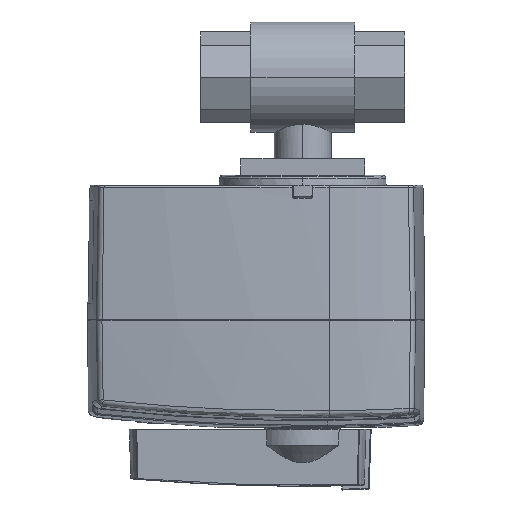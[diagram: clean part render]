
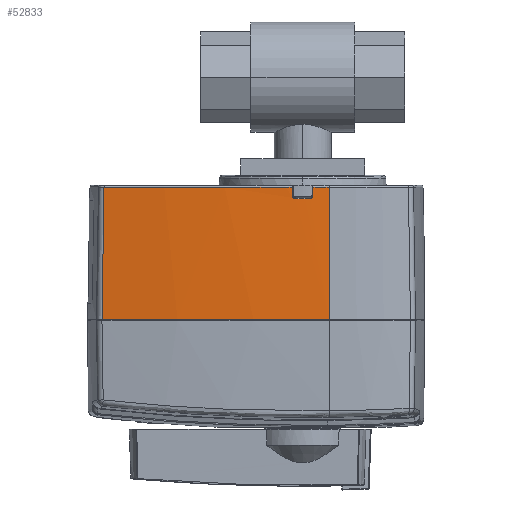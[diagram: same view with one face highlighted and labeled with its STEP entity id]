
A CAD part, left-side view. The second image highlights one B-rep face of the part: STEP entity #52833.
In plain terms, the highlighted conical face has half-angle 1 degrees and reference radius 357.155 mm.
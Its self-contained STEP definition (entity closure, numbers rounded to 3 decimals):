
#12070=CARTESIAN_POINT('',(-41.306,-10.993,
-0.207));
#12071=CARTESIAN_POINT('',(-41.29,-10.985,
0.698));
#12072=CARTESIAN_POINT('',(-41.275,-10.977,
1.603));
#12073=CARTESIAN_POINT('',(-41.259,-10.969,
2.509));
#12100=CARTESIAN_POINT('',(315.545,-8.776,
-1.));
#12101=DIRECTION('',(0.,0.,-1.));
#12102=DIRECTION('',(-1.,-0.021,0.));
#12103=AXIS2_PLACEMENT_3D('',#12100,#12101,#12102);
#12143=CARTESIAN_POINT('',(-41.17,-17.031,
2.509));
#12145=CARTESIAN_POINT('',(-41.17,-17.031,
2.509));
#12146=CARTESIAN_POINT('',(-41.186,-17.023,
1.603));
#12147=CARTESIAN_POINT('',(-41.202,-17.015,
0.698));
#12148=CARTESIAN_POINT('',(-41.218,-17.007,
-0.207));
#12158=CARTESIAN_POINT('',(-41.249,-16.207,
-1.));
#12159=CARTESIAN_POINT('',(-41.248,-16.276,
-1.));
#12160=CARTESIAN_POINT('',(-41.245,-16.415,
-0.982));
#12161=CARTESIAN_POINT('',(-41.239,-16.609,
-0.902));
#12162=CARTESIAN_POINT('',(-41.235,-16.721,
-0.817));
#12163=CARTESIAN_POINT('',(-41.233,-16.77,
-0.768));
#12165=CARTESIAN_POINT('',(-41.233,-16.77,
-0.768));
#12166=CARTESIAN_POINT('',(-41.231,-16.819,
-0.719));
#12167=CARTESIAN_POINT('',(-41.227,-16.905,
-0.609));
#12168=CARTESIAN_POINT('',(-41.222,-16.987,
-0.415));
#12169=CARTESIAN_POINT('',(-41.219,-17.006,
-0.276));
#12170=CARTESIAN_POINT('',(-41.218,-17.007,
-0.207));
#12172=CARTESIAN_POINT('',(-37.725,46.057,
-37.));
#12173=CARTESIAN_POINT('',(-37.658,45.99,
-32.611));
#12174=CARTESIAN_POINT('',(-37.524,45.855,
-23.831));
#12175=CARTESIAN_POINT('',(-37.322,45.656,
-10.662));
#12176=CARTESIAN_POINT('',(-37.188,45.521,
-1.882));
#12177=CARTESIAN_POINT('',(-37.12,45.454,
2.509));
#12179=CARTESIAN_POINT('',(-41.306,-10.993,
-0.207));
#12180=CARTESIAN_POINT('',(-41.307,-10.994,
-0.276));
#12181=CARTESIAN_POINT('',(-41.31,-11.013,
-0.415));
#12182=CARTESIAN_POINT('',(-41.312,-11.095,
-0.609));
#12183=CARTESIAN_POINT('',(-41.314,-11.181,
-0.719));
#12184=CARTESIAN_POINT('',(-41.314,-11.23,
-0.768));
#12186=CARTESIAN_POINT('',(-41.314,-11.23,
-0.768));
#12187=CARTESIAN_POINT('',(-41.315,-11.279,
-0.817));
#12188=CARTESIAN_POINT('',(-41.316,-11.391,
-0.902));
#12189=CARTESIAN_POINT('',(-41.316,-11.585,
-0.982));
#12190=CARTESIAN_POINT('',(-41.315,-11.724,
-1.));
#12191=CARTESIAN_POINT('',(-41.314,-11.793,
-1.));
#12198=CARTESIAN_POINT('',(315.545,-8.776,
2.509));
#12199=DIRECTION('',(0.,0.,-1.));
#12200=DIRECTION('',(-0.999,-0.037,0.));
#12201=AXIS2_PLACEMENT_3D('',#12198,#12199,#12200);
#13113=CARTESIAN_POINT('',(315.545,-8.776,
2.509));
#13114=DIRECTION('',(0.,0.,-1.));
#13115=DIRECTION('',(-1.,-0.006,0.));
#13116=AXIS2_PLACEMENT_3D('',#13113,#13114,#13115);
#13118=CARTESIAN_POINT('',(315.545,-8.776,
2.509));
#13119=DIRECTION('',(0.,0.,-1.));
#13120=DIRECTION('',(-1.,0.,0.));
#13121=AXIS2_PLACEMENT_3D('',#13118,#13119,#13120);
#13194=CARTESIAN_POINT('',(315.545,-8.776,
-37.));
#13195=DIRECTION('',(0.,0.,1.));
#13196=DIRECTION('',(-0.988,0.153,0.));
#13197=AXIS2_PLACEMENT_3D('',#13194,#13195,#13196);
#13281=DIRECTION('',(0.017,0.001,1.));
#13282=VECTOR('',#13281,39.515);
#13283=CARTESIAN_POINT('',(-41.712,-21.954,-37.));
#13284=LINE('',#13283,#13282);
#32292=CARTESIAN_POINT('',(-41.306,-10.993,
-0.207));
#32294=VERTEX_POINT('',#32292);
#32296=VERTEX_POINT('',#12073);
#32298=CARTESIAN_POINT('',(-41.314,-11.793,
-1.));
#32300=VERTEX_POINT('',#32298);
#32301=VERTEX_POINT('',#12186);
#32308=CARTESIAN_POINT('',(-41.249,-16.207,
-1.));
#32309=VERTEX_POINT('',#32308);
#32314=CARTESIAN_POINT('',(-41.218,-17.007,
-0.207));
#32315=VERTEX_POINT('',#32314);
#32316=VERTEX_POINT('',#12143);
#32317=VERTEX_POINT('',#12165);
#32318=CARTESIAN_POINT('',(-41.023,-21.929,
2.509));
#32319=VERTEX_POINT('',#32318);
#32320=CARTESIAN_POINT('',(-41.712,-21.954,-37.));
#32321=VERTEX_POINT('',#32320);
#32322=CARTESIAN_POINT('',(-37.725,46.057,
-37.));
#32323=VERTEX_POINT('',#32322);
#32324=VERTEX_POINT('',#12177);
#32325=CARTESIAN_POINT('',(-41.266,-8.776,
2.509));
#32326=VERTEX_POINT('',#32325);
#52807=CARTESIAN_POINT('',(315.545,-8.776,
-17.246));
#52808=DIRECTION('',(0.,0.,-1.));
#52809=DIRECTION('',(-0.999,-0.037,0.));
#52810=AXIS2_PLACEMENT_3D('',#52807,#52808,#52809);
#52811=CONICAL_SURFACE('',#52810,357.155,1.);
#52812=ORIENTED_EDGE('',*,*,#52738,.F.);
#52813=ORIENTED_EDGE('',*,*,#52802,.T.);
#52814=ORIENTED_EDGE('',*,*,#52800,.T.);
#52815=ORIENTED_EDGE('',*,*,#52786,.F.);
#52817=ORIENTED_EDGE('',*,*,#52816,.F.);
#52819=ORIENTED_EDGE('',*,*,#52818,.F.);
#52821=ORIENTED_EDGE('',*,*,#52820,.F.);
#52823=ORIENTED_EDGE('',*,*,#52822,.T.);
#52825=ORIENTED_EDGE('',*,*,#52824,.F.);
#52827=ORIENTED_EDGE('',*,*,#52826,.F.);
#52828=ORIENTED_EDGE('',*,*,#52697,.F.);
#52829=ORIENTED_EDGE('',*,*,#52716,.T.);
#52830=ORIENTED_EDGE('',*,*,#52714,.T.);
#52831=EDGE_LOOP('',(#52812,#52813,#52814,#52815,#52817,#52819,#52821,#52823,
#52825,#52827,#52828,#52829,#52830));
#52832=FACE_OUTER_BOUND('',#52831,.F.);
#52833=ADVANCED_FACE('',(#52832),#52811,.T.);
#12074=B_SPLINE_CURVE_WITH_KNOTS('',3,(#12070,#12071,#12072,#12073),
.UNSPECIFIED.,.F.,.F.,(4,4),(0.,1.),.UNSPECIFIED.);
#12104=CIRCLE('',#12103,356.872);
#12149=B_SPLINE_CURVE_WITH_KNOTS('',3,(#12145,#12146,#12147,#12148),
.UNSPECIFIED.,.F.,.F.,(4,4),(0.,1.),.UNSPECIFIED.);
#12164=B_SPLINE_CURVE_WITH_KNOTS('',3,(#12158,#12159,#12160,#12161,#12162,
#12163),.UNSPECIFIED.,.F.,.F.,(4,1,1,4),(0.,0.333,
0.667,1.),.UNSPECIFIED.);
#12171=B_SPLINE_CURVE_WITH_KNOTS('',3,(#12165,#12166,#12167,#12168,#12169,
#12170),.UNSPECIFIED.,.F.,.F.,(4,1,1,4),(0.,0.333,
0.667,1.),.UNSPECIFIED.);
#12178=B_SPLINE_CURVE_WITH_KNOTS('',3,(#12172,#12173,#12174,#12175,#12176,
#12177),.UNSPECIFIED.,.F.,.F.,(4,1,1,4),(0.,0.333,
0.667,1.),.UNSPECIFIED.);
#12185=B_SPLINE_CURVE_WITH_KNOTS('',3,(#12179,#12180,#12181,#12182,#12183,
#12184),.UNSPECIFIED.,.F.,.F.,(4,1,1,4),(0.,0.333,
0.667,1.),.UNSPECIFIED.);
#12192=B_SPLINE_CURVE_WITH_KNOTS('',3,(#12186,#12187,#12188,#12189,#12190,
#12191),.UNSPECIFIED.,.F.,.F.,(4,1,1,4),(0.,0.333,
0.667,1.),.UNSPECIFIED.);
#12202=CIRCLE('',#12201,356.81);
#13117=CIRCLE('',#13116,356.81);
#13122=CIRCLE('',#13121,356.81);
#13198=CIRCLE('',#13197,357.5);
#52697=EDGE_CURVE('',#32294,#32296,#12074,.T.);
#52714=EDGE_CURVE('',#32301,#32300,#12192,.T.);
#52716=EDGE_CURVE('',#32294,#32301,#12185,.T.);
#52738=EDGE_CURVE('',#32309,#32300,#12104,.T.);
#52786=EDGE_CURVE('',#32316,#32315,#12149,.T.);
#52800=EDGE_CURVE('',#32317,#32315,#12171,.T.);
#52802=EDGE_CURVE('',#32309,#32317,#12164,.T.);
#52816=EDGE_CURVE('',#32319,#32316,#12202,.T.);
#52818=EDGE_CURVE('',#32321,#32319,#13284,.T.);
#52820=EDGE_CURVE('',#32323,#32321,#13198,.T.);
#52822=EDGE_CURVE('',#32323,#32324,#12178,.T.);
#52824=EDGE_CURVE('',#32326,#32324,#13122,.T.);
#52826=EDGE_CURVE('',#32296,#32326,#13117,.T.);
